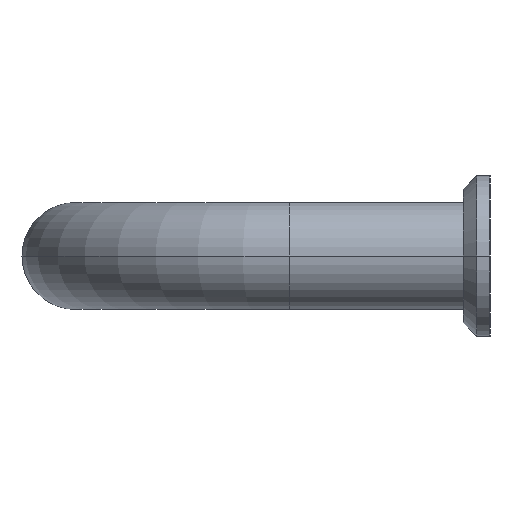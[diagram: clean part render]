
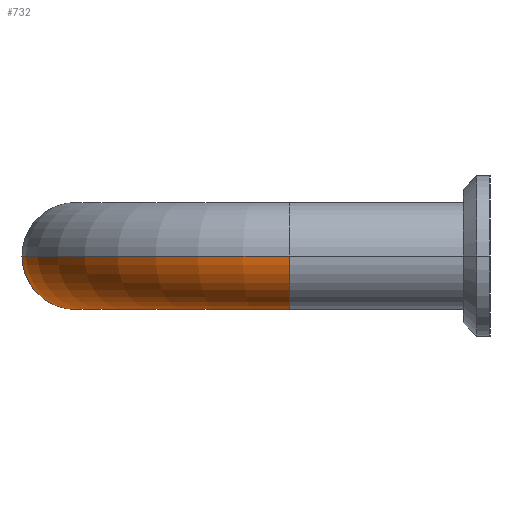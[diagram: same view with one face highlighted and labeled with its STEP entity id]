
A CAD part, left-side view. The second image highlights one B-rep face of the part: STEP entity #732.
In plain terms, the highlighted toroidal (fillet/blend) face has major radius 16 mm and minor radius 4 mm.
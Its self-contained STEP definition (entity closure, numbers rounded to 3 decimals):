
#428=EDGE_CURVE('',#648,#582,#948,.T.);
#502=EDGE_CURVE('',#648,#736,#1027,.T.);
#528=EDGE_CURVE('',#634,#550,#1057,.T.);
#550=VERTEX_POINT('',#1080);
#582=VERTEX_POINT('',#1117);
#634=VERTEX_POINT('',#1184);
#648=VERTEX_POINT('',#1200);
#666=EDGE_CURVE('',#550,#582,#1221,.T.);
#732=ADVANCED_FACE('',(#1301),#1302,.T.);
#736=VERTEX_POINT('',#1306);
#758=EDGE_CURVE('',#736,#634,#1329,.T.);
#948=CIRCLE('',#1567,4.0);
#1027=CIRCLE('',#1675,12.0);
#1057=CIRCLE('',#1713,4.0);
#1080=CARTESIAN_POINT('',(16.0,35.0,0.));
#1117=CARTESIAN_POINT('',(-4.0,15.0,0.));
#1184=CARTESIAN_POINT('',(16.0,31.0,-4.0));
#1200=CARTESIAN_POINT('',(4.0,15.0,0.0));
#1221=CIRCLE('',#1914,20.0);
#1301=FACE_OUTER_BOUND('',#2008,.T.);
#1302=TOROIDAL_SURFACE('',#2009,16.0,4.0);
#1306=CARTESIAN_POINT('',(16.0,27.0,0.));
#1329=CIRCLE('',#2048,4.0);
#1567=AXIS2_PLACEMENT_3D('',#2247,#2248,#2249);
#1675=AXIS2_PLACEMENT_3D('',#2330,#2331,#2332);
#1713=AXIS2_PLACEMENT_3D('',#2366,#2367,#2368);
#1914=AXIS2_PLACEMENT_3D('',#2598,#2599,#2600);
#2008=EDGE_LOOP('',(#2731,#2732,#2733,#2734,#2735));
#2009=AXIS2_PLACEMENT_3D('',#2736,#2737,#2738);
#2048=AXIS2_PLACEMENT_3D('',#2760,#2761,#2762);
#2247=CARTESIAN_POINT('',(0.0,15.0,0.0));
#2248=DIRECTION('',(-0.0,1.0,0.0));
#2249=DIRECTION('',(1.0,0.0,0.0));
#2330=CARTESIAN_POINT('',(16.0,15.0,0.));
#2331=DIRECTION('',(0.0,0.0,-1.0));
#2332=DIRECTION('',(1.0,0.0,0.0));
#2366=CARTESIAN_POINT('',(16.0,31.0,0.0));
#2367=DIRECTION('',(1.0,0.0,0.0));
#2368=DIRECTION('',(0.0,1.0,0.0));
#2598=CARTESIAN_POINT('',(16.0,15.0,0.));
#2599=DIRECTION('',(0.0,0.0,1.0));
#2600=DIRECTION('',(1.0,0.0,0.0));
#2731=ORIENTED_EDGE('',*,*,#666,.F.);
#2732=ORIENTED_EDGE('',*,*,#528,.F.);
#2733=ORIENTED_EDGE('',*,*,#758,.F.);
#2734=ORIENTED_EDGE('',*,*,#502,.F.);
#2735=ORIENTED_EDGE('',*,*,#428,.T.);
#2736=CARTESIAN_POINT('',(16.0,15.0,0.0));
#2737=DIRECTION('',(0.0,0.0,1.0));
#2738=DIRECTION('',(1.0,0.0,0.0));
#2760=CARTESIAN_POINT('',(16.0,31.0,0.0));
#2761=DIRECTION('',(1.0,0.0,0.0));
#2762=DIRECTION('',(0.0,1.0,0.0));
